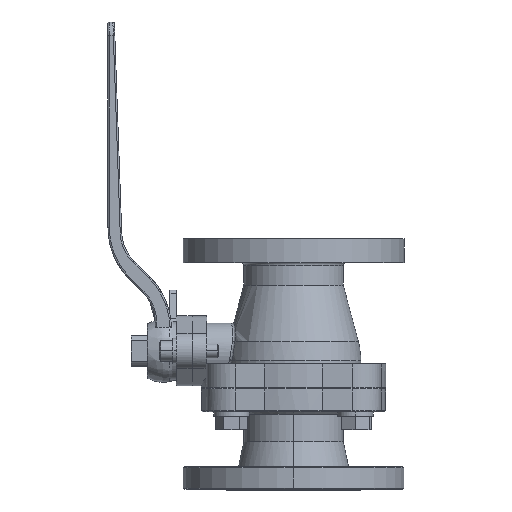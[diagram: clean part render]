
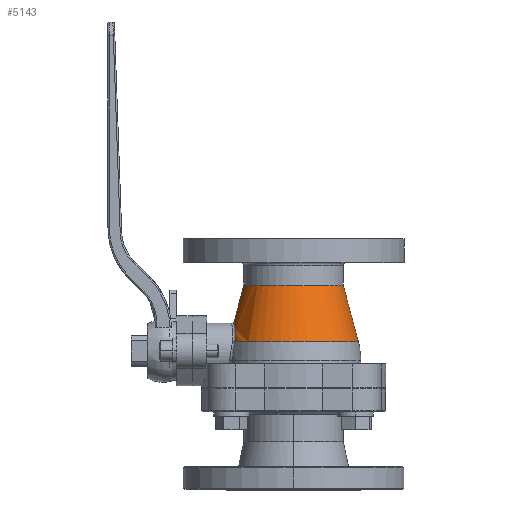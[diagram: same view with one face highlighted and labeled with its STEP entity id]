
A CAD part, left-side view. The second image highlights one B-rep face of the part: STEP entity #5143.
In plain terms, the highlighted free-form (B-spline) face has degree [2, 1] with [5, 2] control points.
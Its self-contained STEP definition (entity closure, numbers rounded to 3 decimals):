
#4935 = VERTEX_POINT('',#4936);
#4936 = CARTESIAN_POINT('',(0.,-62.283,44.419));
#4944 = EDGE_CURVE('',#4935,#4945,#4947,.T.);
#4945 = VERTEX_POINT('',#4946);
#4946 = CARTESIAN_POINT('',(-26.564,56.334,
    44.419));
#4947 = ( BOUNDED_CURVE() B_SPLINE_CURVE(2,(#4948,#4949,#4950,#4951,
#4952),.UNSPECIFIED.,.F.,.F.) B_SPLINE_CURVE_WITH_KNOTS((3,2,3),(0.,
1.35,2.701),.PIECEWISE_BEZIER_KNOTS.) CURVE() 
GEOMETRIC_REPRESENTATION_ITEM() RATIONAL_B_SPLINE_CURVE((1.,
0.781,1.,0.781,1.)) REPRESENTATION_ITEM('') );
#4948 = CARTESIAN_POINT('',(0.,-62.283,44.419));
#4949 = CARTESIAN_POINT('',(-49.877,-62.283,
    44.419));
#4950 = CARTESIAN_POINT('',(-60.778,-13.611,
    44.419));
#4951 = CARTESIAN_POINT('',(-71.678,35.061,
    44.419));
#4952 = CARTESIAN_POINT('',(-26.564,56.334,
    44.419));
#5067 = EDGE_CURVE('',#4945,#5068,#5070,.T.);
#5068 = VERTEX_POINT('',#5069);
#5069 = CARTESIAN_POINT('',(0.,57.017,
    64.071));
#5070 = B_SPLINE_CURVE_WITH_KNOTS('',3,(#5071,#5072,#5073,#5074,#5075,
    #5076,#5077,#5078,#5079,#5080,#5081),.UNSPECIFIED.,.F.,.F.,(4,1,1,1,
    1,1,1,1,4),(0.,0.125,0.25,0.375,0.5,0.625,0.75,0.875,1.),
  .QUASI_UNIFORM_KNOTS.);
#5071 = CARTESIAN_POINT('',(-26.564,56.334,
    44.419));
#5072 = CARTESIAN_POINT('',(-26.075,56.14,
    45.852));
#5073 = CARTESIAN_POINT('',(-24.908,55.88,
    48.564));
#5074 = CARTESIAN_POINT('',(-22.761,55.772,
    52.101));
#5075 = CARTESIAN_POINT('',(-20.08,55.866,
    55.392));
#5076 = CARTESIAN_POINT('',(-16.918,56.107,
    58.268));
#5077 = CARTESIAN_POINT('',(-13.46,56.403,
    60.595));
#5078 = CARTESIAN_POINT('',(-9.416,56.715,
    62.508));
#5079 = CARTESIAN_POINT('',(-4.822,56.957,
    63.777));
#5080 = CARTESIAN_POINT('',(-1.644,57.017,
    64.071));
#5081 = CARTESIAN_POINT('',(0.,57.017,
    64.071));
#5143 = ADVANCED_FACE('',(#5144),#5170,.T.);
#5144 = FACE_BOUND('',#5145,.T.);
#5145 = EDGE_LOOP('',(#5146,#5147,#5154,#5164,#5169));
#5146 = ORIENTED_EDGE('',*,*,#4944,.F.);
#5147 = ORIENTED_EDGE('',*,*,#5148,.T.);
#5148 = EDGE_CURVE('',#4935,#5149,#5151,.T.);
#5149 = VERTEX_POINT('',#5150);
#5150 = CARTESIAN_POINT('',(0.,-47.903,98.086));
#5151 = B_SPLINE_CURVE_WITH_KNOTS('',1,(#5152,#5153),.UNSPECIFIED.,.F.,
  .F.,(2,2),(0.,39.851),.PIECEWISE_BEZIER_KNOTS.);
#5152 = CARTESIAN_POINT('',(0.,-62.283,44.419));
#5153 = CARTESIAN_POINT('',(0.,-47.903,
    98.086));
#5154 = ORIENTED_EDGE('',*,*,#5155,.T.);
#5155 = EDGE_CURVE('',#5149,#5156,#5158,.T.);
#5156 = VERTEX_POINT('',#5157);
#5157 = CARTESIAN_POINT('',(0.,47.903,98.086));
#5158 = ( BOUNDED_CURVE() B_SPLINE_CURVE(2,(#5159,#5160,#5161,#5162,
#5163),.UNSPECIFIED.,.F.,.F.) B_SPLINE_CURVE_WITH_KNOTS((3,2,3),(0.,
1.571,3.142),.PIECEWISE_BEZIER_KNOTS.) CURVE() 
GEOMETRIC_REPRESENTATION_ITEM() RATIONAL_B_SPLINE_CURVE((1.,
0.707,1.,0.707,1.)) REPRESENTATION_ITEM('') );
#5159 = CARTESIAN_POINT('',(0.,-47.903,98.086));
#5160 = CARTESIAN_POINT('',(-47.903,-47.903,
    98.086));
#5161 = CARTESIAN_POINT('',(-47.903,0.,
    98.086));
#5162 = CARTESIAN_POINT('',(-47.903,47.903,
    98.086));
#5163 = CARTESIAN_POINT('',(0.,47.903,
    98.086));
#5164 = ORIENTED_EDGE('',*,*,#5165,.F.);
#5165 = EDGE_CURVE('',#5068,#5156,#5166,.T.);
#5166 = B_SPLINE_CURVE_WITH_KNOTS('',1,(#5167,#5168),.UNSPECIFIED.,.F.,
  .F.,(2,2),(0.,25.258),.PIECEWISE_BEZIER_KNOTS.);
#5167 = CARTESIAN_POINT('',(0.,57.017,
    64.071));
#5168 = CARTESIAN_POINT('',(0.,47.903,
    98.086));
#5169 = ORIENTED_EDGE('',*,*,#5067,.F.);
#5170 = ( BOUNDED_SURFACE() B_SPLINE_SURFACE(2,1,(
    (#5171,#5172)
    ,(#5173,#5174)
    ,(#5175,#5176)
    ,(#5177,#5178)
    ,(#5179,#5180
)),.UNSPECIFIED.,.F.,.F.,.F.) B_SPLINE_SURFACE_WITH_KNOTS((3,2,3),(2,2),
  (3.142,4.712,6.283),(-19.926,
    19.926),.PIECEWISE_BEZIER_KNOTS.) 
GEOMETRIC_REPRESENTATION_ITEM() RATIONAL_B_SPLINE_SURFACE((
    (1.,1.)
    ,(0.707,0.707)
    ,(1.,1.)
    ,(0.707,0.707)
,(1.,1.))) REPRESENTATION_ITEM('') SURFACE() );
#5171 = CARTESIAN_POINT('',(0.,-47.903,
    98.086));
#5172 = CARTESIAN_POINT('',(0.,-62.283,
    44.419));
#5173 = CARTESIAN_POINT('',(-47.903,-47.903,
    98.086));
#5174 = CARTESIAN_POINT('',(-62.283,-62.283,
    44.419));
#5175 = CARTESIAN_POINT('',(-47.903,0.,
    98.086));
#5176 = CARTESIAN_POINT('',(-62.283,0.,
    44.419));
#5177 = CARTESIAN_POINT('',(-47.903,47.903,
    98.086));
#5178 = CARTESIAN_POINT('',(-62.283,62.283,
    44.419));
#5179 = CARTESIAN_POINT('',(0.,47.903,
    98.086));
#5180 = CARTESIAN_POINT('',(0.,62.283,
    44.419));
